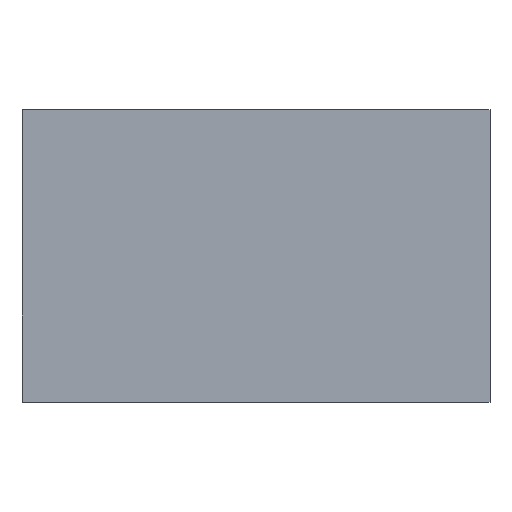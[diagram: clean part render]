
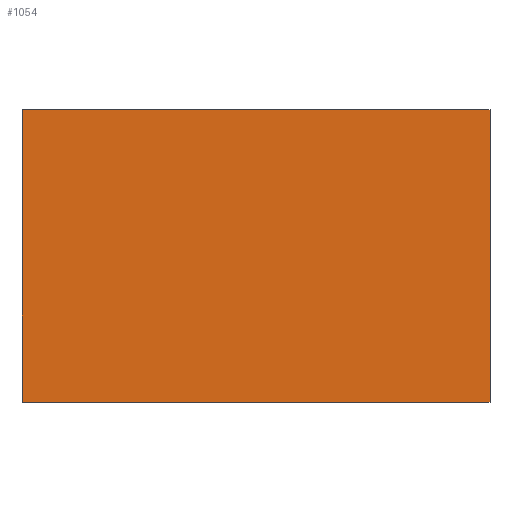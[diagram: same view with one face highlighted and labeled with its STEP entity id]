
A CAD part, top view. The second image highlights one B-rep face of the part: STEP entity #1054.
In plain terms, the highlighted planar face has unit normal (0, 0, 1).
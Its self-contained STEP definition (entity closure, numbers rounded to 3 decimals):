
#117=FACE_OUTER_BOUND('',#176,.T.);
#176=EDGE_LOOP('',(#952,#953,#954,#955));
#292=LINE('',#1820,#413);
#294=LINE('',#1824,#415);
#296=LINE('',#1828,#417);
#298=LINE('',#1831,#419);
#413=VECTOR('',#1308,10.);
#415=VECTOR('',#1312,10.);
#417=VECTOR('',#1316,10.);
#419=VECTOR('',#1320,10.);
#514=VERTEX_POINT('',#1817);
#515=VERTEX_POINT('',#1819);
#516=VERTEX_POINT('',#1823);
#517=VERTEX_POINT('',#1827);
#658=EDGE_CURVE('',#514,#515,#292,.T.);
#660=EDGE_CURVE('',#515,#516,#294,.T.);
#662=EDGE_CURVE('',#516,#517,#296,.T.);
#664=EDGE_CURVE('',#517,#514,#298,.T.);
#952=ORIENTED_EDGE('',*,*,#658,.F.);
#953=ORIENTED_EDGE('',*,*,#664,.F.);
#954=ORIENTED_EDGE('',*,*,#662,.F.);
#955=ORIENTED_EDGE('',*,*,#660,.F.);
#999=PLANE('',#1116);
#1054=ADVANCED_FACE('',(#117),#999,.T.);
#1116=AXIS2_PLACEMENT_3D('',#1832,#1321,#1322);
#1308=DIRECTION('',(0.,-1.,0.));
#1312=DIRECTION('',(-1.,0.,0.));
#1316=DIRECTION('',(0.,1.,0.));
#1320=DIRECTION('',(1.,0.,0.));
#1321=DIRECTION('center_axis',(0.,0.,1.));
#1322=DIRECTION('ref_axis',(1.,0.,0.));
#1817=CARTESIAN_POINT('',(1.,0.625,0.5));
#1819=CARTESIAN_POINT('',(1.,-0.625,0.5));
#1820=CARTESIAN_POINT('',(1.,0.625,0.5));
#1823=CARTESIAN_POINT('',(-1.,-0.625,0.5));
#1824=CARTESIAN_POINT('',(1.,-0.625,0.5));
#1827=CARTESIAN_POINT('',(-1.,0.625,0.5));
#1828=CARTESIAN_POINT('',(-1.,-0.625,0.5));
#1831=CARTESIAN_POINT('',(-1.,0.625,0.5));
#1832=CARTESIAN_POINT('Origin',(0.,0.,0.5));
